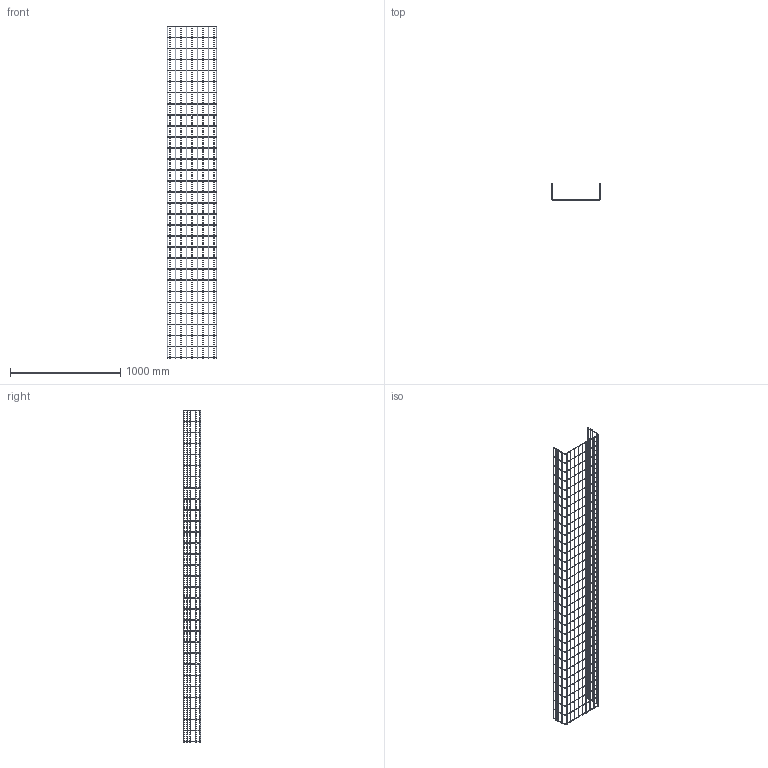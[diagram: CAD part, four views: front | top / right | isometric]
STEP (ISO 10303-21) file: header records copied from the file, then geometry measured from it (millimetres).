
FILE_DESCRIPTION (( 'STEP AP214' ), '1' );
FILE_NAME ('6003684.STP', '2018-01-09T14:09:00', ( '' ), ( '' ), 'SwSTEP 2.0', 'SolidWorks 2016', '' );
FILE_SCHEMA (( 'AUTOMOTIVE_DESIGN' ));
Length unit declared in the file: millimetre
Products named in the file (1): 6003684
Bounding box: 450 x 155 x 3007.9 mm (x, y, z)
Volume: 2007080.2 mm3; surface area: 1347712 mm2
Topology: 1 solids, 1 shells, 440 faces, 3109 edges, 1990 vertices
Faces by surface type: cylinder 220, torus 124, plane 96
Entity records: 59443 total; most frequent: CARTESIAN_POINT 37656, ORIENTED_EDGE 6218, EDGE_CURVE 3109, DIRECTION 3005, VERTEX_POINT 1990, B_SPLINE_CURVE_WITH_KNOTS 1550, AXIS2_PLACEMENT_3D 1005, LINE 995
